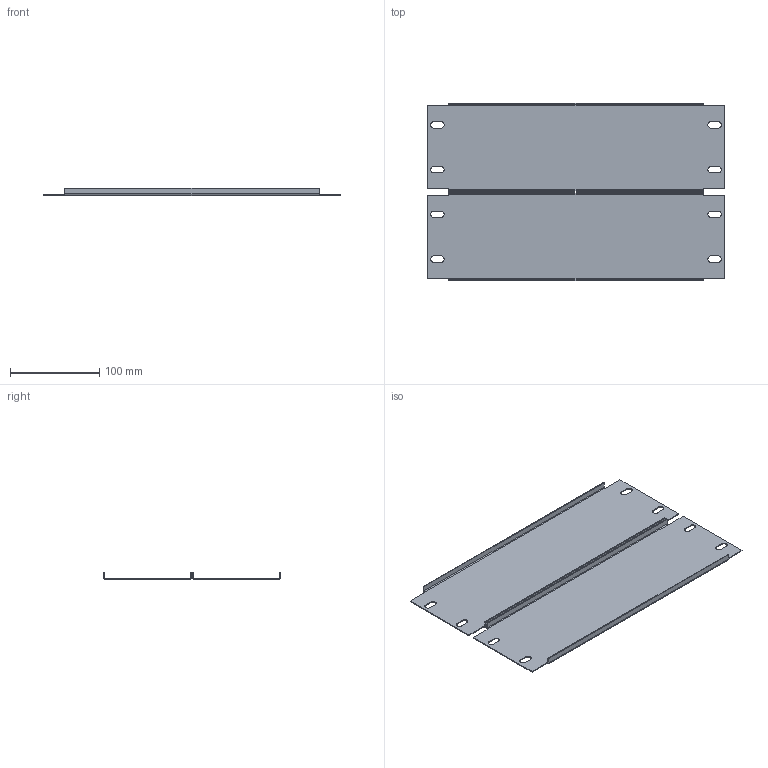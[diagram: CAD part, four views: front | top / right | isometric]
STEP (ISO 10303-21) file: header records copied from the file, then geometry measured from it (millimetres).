
FILE_DESCRIPTION (( 'STEP AP214' ), '1' );
FILE_NAME ('mb-15-gp-1045n Ê-ò ïë-â ãëóõèõ (2øò) âûñ 100 äëÿ ÂÐÓ Unit øèðèíîé 450ìì (ÌÈ-2372).STEP', '2022-03-28T16:34:44', ( '' ), ( '' ), 'SwSTEP 2.0', 'SolidWorks 2021', '' );
FILE_SCHEMA (( 'AUTOMOTIVE_DESIGN' ));
Length unit declared in the file: millimetre
Products named in the file (2): mb-15-gp-1045n Ê-ò ïë-â ãëóõèõ (2øò) âûñ 100 äëÿ ÂÐÓ Unit øèðèíîé 450ìì (ÌÈ-2372); ÌÈ-2372.00.00.001 Ïëàñòðîí ãëóõîé 100 ïîä øèðèíó 450ìì_00
Assembly tree (2 placements, depth 2):
  mb-15-gp-1045n Ê-ò ïë-â ãëóõèõ (2øò) âûñ 100 äëÿ ÂÐÓ Unit øèðèíîé 450ìì (ÌÈ-2372)
    ÌÈ-2372.00.00.001 Ïëàñòðîí ãëóõîé 100 ïîä øèðèíó 450ìì_00  x2
Bounding box: 332 x 198 x 8 mm (x, y, z)
Volume: 71092.2 mm3; surface area: 144259.2 mm2
Topology: 2 solids, 2 shells, 100 faces, 256 edges, 160 vertices
Faces by surface type: plane 68, cylinder 32
Entity records: 1586 total; most frequent: DIRECTION 270, CARTESIAN_POINT 263, ORIENTED_EDGE 256, EDGE_CURVE 128, VECTOR 96, LINE 96, AXIS2_PLACEMENT_3D 87, VERTEX_POINT 80
